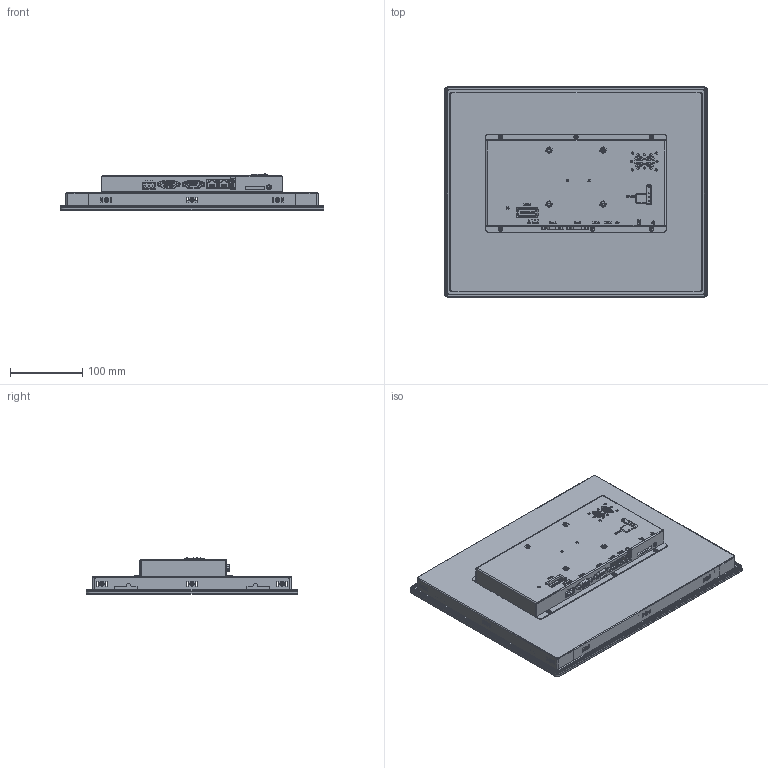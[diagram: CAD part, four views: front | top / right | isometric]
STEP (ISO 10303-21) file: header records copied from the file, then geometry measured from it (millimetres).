
FILE_DESCRIPTION (( 'STEP AP214' ), '1' );
FILE_NAME ('cMT3158X_210112.STEP', '2021-01-12T09:09:59', ( '' ), ( '' ), 'SwSTEP 2.0', 'SolidWorks 2019', '' );
FILE_SCHEMA (( 'AUTOMOTIVE_DESIGN' ));
Length unit declared in the file: centimetre
Products named in the file (1): cMT3158X_210112
Bounding box: 366 x 293 x 50.68 mm (x, y, z)
Surface area: 351051.1 mm2 (no closed solid volume)
Topology: 0 solids, 79 shells, 991 faces, 4521 edges, 3591 vertices
Faces by surface type: plane 549, cylinder 283, cone 91, torus 24, sphere 22, bspline 22
Entity records: 61583 total; most frequent: CARTESIAN_POINT 14731, DIRECTION 7098, ORIENTED_EDGE 6587, EDGE_CURVE 4487, VERTEX_POINT 3577, VECTOR 2964, LINE 2964, AXIS2_PLACEMENT_3D 2067
